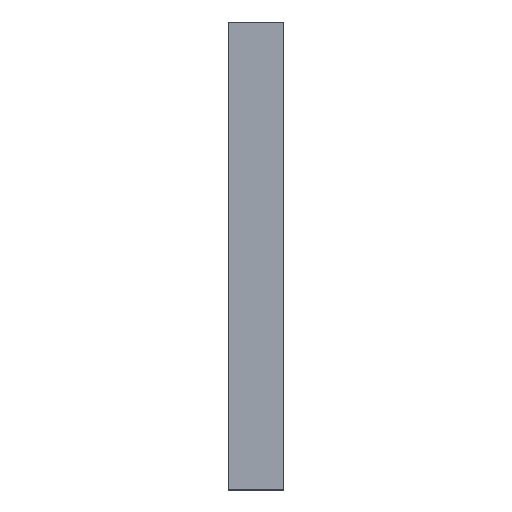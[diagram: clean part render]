
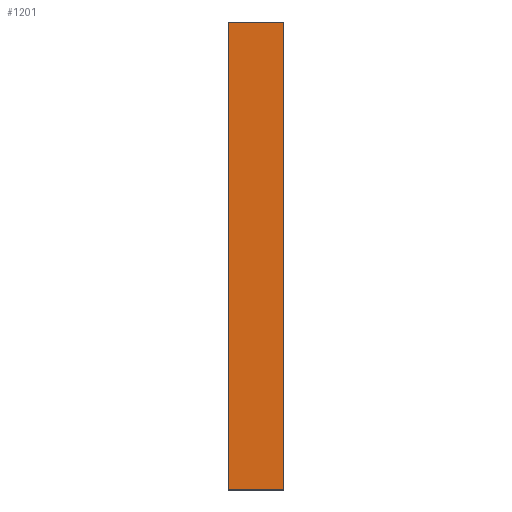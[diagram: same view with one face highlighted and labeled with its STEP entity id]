
A CAD part, left-side view. The second image highlights one B-rep face of the part: STEP entity #1201.
In plain terms, the highlighted planar face has unit normal (-1, 0, 0).
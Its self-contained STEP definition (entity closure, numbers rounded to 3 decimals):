
#91=FACE_OUTER_BOUND('',#147,.T.);
#147=EDGE_LOOP('',(#977,#978,#979,#980));
#331=LINE('',#1866,#493);
#332=LINE('',#1869,#494);
#333=LINE('',#1871,#495);
#334=LINE('',#1872,#496);
#493=VECTOR('',#1537,10.);
#494=VECTOR('',#1540,10.);
#495=VECTOR('',#1541,10.);
#496=VECTOR('',#1542,10.);
#603=VERTEX_POINT('',#1862);
#604=VERTEX_POINT('',#1864);
#605=VERTEX_POINT('',#1868);
#606=VERTEX_POINT('',#1870);
#763=EDGE_CURVE('',#603,#604,#331,.T.);
#764=EDGE_CURVE('',#603,#605,#332,.T.);
#765=EDGE_CURVE('',#606,#604,#333,.T.);
#766=EDGE_CURVE('',#605,#606,#334,.T.);
#977=ORIENTED_EDGE('',*,*,#764,.F.);
#978=ORIENTED_EDGE('',*,*,#763,.T.);
#979=ORIENTED_EDGE('',*,*,#765,.F.);
#980=ORIENTED_EDGE('',*,*,#766,.F.);
#1145=PLANE('',#1271);
#1201=ADVANCED_FACE('',(#91),#1145,.T.);
#1271=AXIS2_PLACEMENT_3D('',#1867,#1538,#1539);
#1537=DIRECTION('',(0.,1.,0.));
#1538=DIRECTION('center_axis',(-1.,0.,0.));
#1539=DIRECTION('ref_axis',(0.,0.,1.));
#1540=DIRECTION('',(0.,0.,-1.));
#1541=DIRECTION('',(0.,0.,1.));
#1542=DIRECTION('',(0.,1.,0.));
#1862=CARTESIAN_POINT('',(-55.,0.,30.));
#1864=CARTESIAN_POINT('',(-55.,10.,30.));
#1866=CARTESIAN_POINT('',(-55.,0.,30.));
#1867=CARTESIAN_POINT('Origin',(-55.,0.,-55.));
#1868=CARTESIAN_POINT('',(-55.,0.,-55.));
#1869=CARTESIAN_POINT('',(-55.,0.,30.));
#1870=CARTESIAN_POINT('',(-55.,10.,-55.));
#1871=CARTESIAN_POINT('',(-55.,10.,30.));
#1872=CARTESIAN_POINT('',(-55.,0.,-55.));
